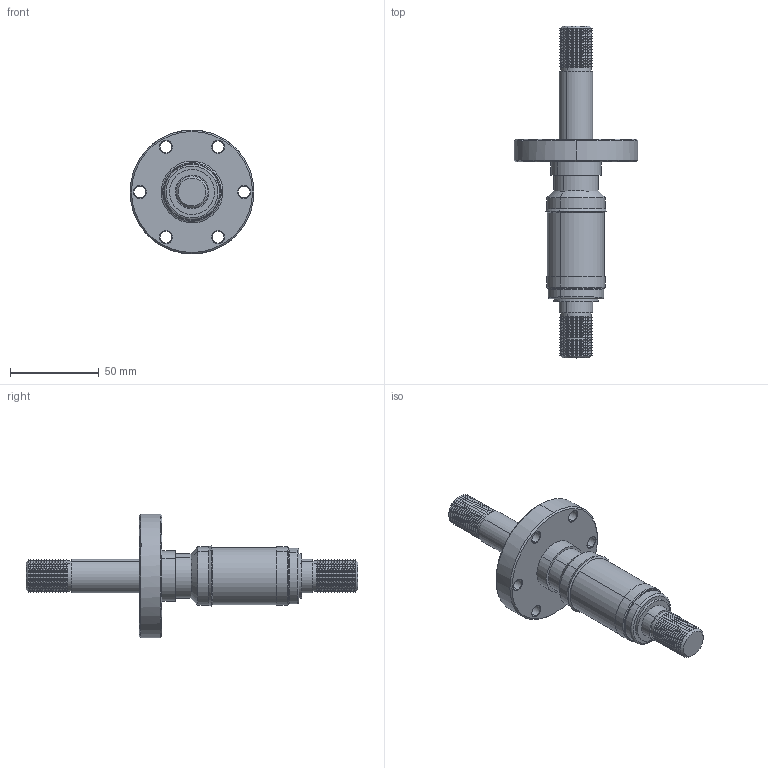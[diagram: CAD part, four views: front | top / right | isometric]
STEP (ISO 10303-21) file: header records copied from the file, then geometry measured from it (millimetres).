
FILE_DESCRIPTION (( 'STEP AP203' ), '1' );
FILE_NAME ('A6151.STEP', '2019-06-12T14:24:56', ( '' ), ( '' ), 'SwSTEP 2.0', 'SolidWorks 2019', '' );
FILE_SCHEMA (( 'CONFIG_CONTROL_DESIGN' ));
Length unit declared in the file: inch
Products named in the file (1): A6151
Bounding box: 69.85 x 187.2 x 69.85 mm (x, y, z)
Volume: 125814.7 mm3; surface area: 28810.4 mm2
Topology: 1 solids, 2 shells, 292 faces, 606 edges, 327 vertices
Faces by surface type: cone 163, cylinder 104, plane 21, torus 4
Entity records: 7692 total; most frequent: DIRECTION 1509, CARTESIAN_POINT 1238, ORIENTED_EDGE 1212, AXIS2_PLACEMENT_3D 614, EDGE_CURVE 606, VERTEX_POINT 327, CIRCLE 321, EDGE_LOOP 315
